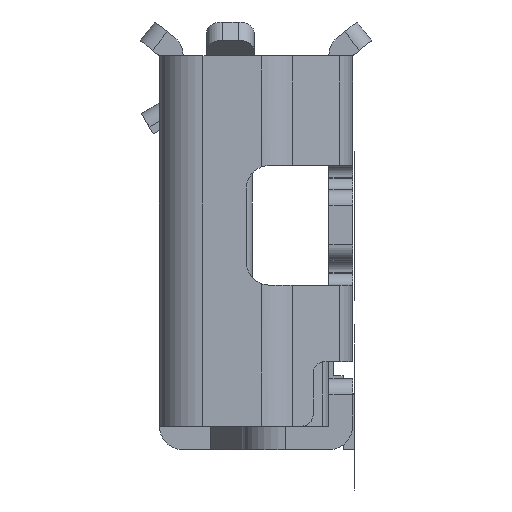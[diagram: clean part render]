
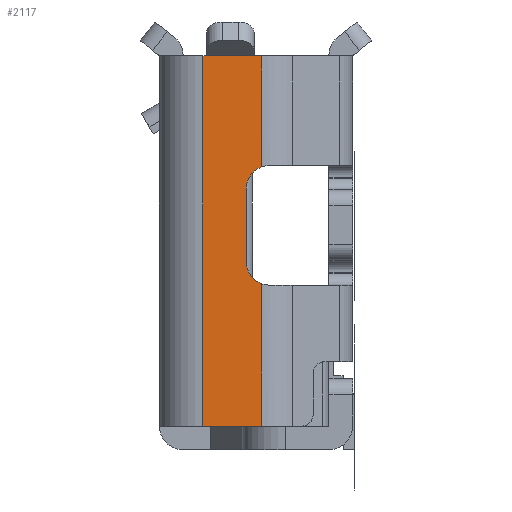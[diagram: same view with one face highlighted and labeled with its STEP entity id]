
A CAD part, left-side view. The second image highlights one B-rep face of the part: STEP entity #2117.
In plain terms, the highlighted planar face has unit normal (-1, 0, 0).
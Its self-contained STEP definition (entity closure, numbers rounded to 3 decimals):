
#6 = LINE ( 'NONE', #3213, #7680 ) ;
#18 = ORIENTED_EDGE ( 'NONE', *, *, #3689, .T. ) ;
#92 = DIRECTION ( 'NONE',  ( 1., 0., 0. ) ) ;
#226 = LINE ( 'NONE', #5874, #8590 ) ;
#351 = VERTEX_POINT ( 'NONE', #9496 ) ;
#362 = AXIS2_PLACEMENT_3D ( 'NONE', #6611, #92, #7715 ) ;
#1019 = LINE ( 'NONE', #2632, #6483 ) ;
#1365 = LINE ( 'NONE', #5040, #9723 ) ;
#1497 = VECTOR ( 'NONE', #5388, 1000. ) ;
#1507 = DIRECTION ( 'NONE',  ( 0., 1., 0. ) ) ;
#1575 = DIRECTION ( 'NONE',  ( 0., 0., 1. ) ) ;
#1611 = DIRECTION ( 'NONE',  ( 0., 1., 0. ) ) ;
#1645 = EDGE_CURVE ( 'NONE', #4498, #8006, #226, .T. ) ;
#1794 = ORIENTED_EDGE ( 'NONE', *, *, #6287, .F. ) ;
#2104 = CARTESIAN_POINT ( 'NONE',  ( -3.75, 0.675, -2.35 ) ) ;
#2117 = ADVANCED_FACE ( 'NONE', ( #8928 ), #5645, .T. ) ;
#2424 = VERTEX_POINT ( 'NONE', #6244 ) ;
#2632 = CARTESIAN_POINT ( 'NONE',  ( -3.75, 0.125, -2.35 ) ) ;
#2696 = CARTESIAN_POINT ( 'NONE',  ( -3.75, 0.675, 2.35 ) ) ;
#3213 = CARTESIAN_POINT ( 'NONE',  ( -3.75, -0.071, -2.35 ) ) ;
#3244 = ORIENTED_EDGE ( 'NONE', *, *, #12183, .T. ) ;
#3327 = EDGE_CURVE ( 'NONE', #8006, #5288, #6989, .T. ) ;
#3498 = DIRECTION ( 'NONE',  ( 0., 0., 1. ) ) ;
#3689 = EDGE_CURVE ( 'NONE', #351, #2424, #7660, .T. ) ;
#4083 = ORIENTED_EDGE ( 'NONE', *, *, #1645, .T. ) ;
#4303 = CARTESIAN_POINT ( 'NONE',  ( -3.75, 0., 2.35 ) ) ;
#4498 = VERTEX_POINT ( 'NONE', #13574 ) ;
#4707 = ORIENTED_EDGE ( 'NONE', *, *, #9587, .T. ) ;
#5040 = CARTESIAN_POINT ( 'NONE',  ( -3.75, -0.071, -2.35 ) ) ;
#5265 = VERTEX_POINT ( 'NONE', #12159 ) ;
#5288 = VERTEX_POINT ( 'NONE', #8892 ) ;
#5346 = ORIENTED_EDGE ( 'NONE', *, *, #3327, .T. ) ;
#5388 = DIRECTION ( 'NONE',  ( 0., -1., 0. ) ) ;
#5534 = ORIENTED_EDGE ( 'NONE', *, *, #13170, .T. ) ;
#5547 = DIRECTION ( 'NONE',  ( 1., 0., 0. ) ) ;
#5609 = DIRECTION ( 'NONE',  ( 0., -1., 0. ) ) ;
#5645 = PLANE ( 'NONE',  #6873 ) ;
#5874 = CARTESIAN_POINT ( 'NONE',  ( -3.75, 0.675, 2.35 ) ) ;
#6244 = CARTESIAN_POINT ( 'NONE',  ( -3.75, -0.071, -2.35 ) ) ;
#6256 = CARTESIAN_POINT ( 'NONE',  ( -3.75, 0.025, 2.35 ) ) ;
#6287 = EDGE_CURVE ( 'NONE', #10474, #5288, #10213, .T. ) ;
#6308 = CARTESIAN_POINT ( 'NONE',  ( -3.75, 0.675, 2.35 ) ) ;
#6483 = VECTOR ( 'NONE', #1575, 1000. ) ;
#6530 = DIRECTION ( 'NONE',  ( 0., 0., 1. ) ) ;
#6611 = CARTESIAN_POINT ( 'NONE',  ( -3.75, -0.175, 0.66 ) ) ;
#6749 = CARTESIAN_POINT ( 'NONE',  ( -3.75, 0.675, -2.35 ) ) ;
#6873 = AXIS2_PLACEMENT_3D ( 'NONE', #6749, #10041, #3498 ) ;
#6933 = CARTESIAN_POINT ( 'NONE',  ( -3.75, 0.125, -0.26 ) ) ;
#6989 = LINE ( 'NONE', #2696, #12479 ) ;
#7522 = EDGE_LOOP ( 'NONE', ( #4707, #5534, #4083, #5346, #1794, #11629, #18, #13816, #3244, #10619 ) ) ;
#7586 = CIRCLE ( 'NONE', #10016, 0.3 ) ;
#7660 = LINE ( 'NONE', #12156, #10931 ) ;
#7680 = VECTOR ( 'NONE', #6530, 1000. ) ;
#7715 = DIRECTION ( 'NONE',  ( 0., 0., -1. ) ) ;
#8006 = VERTEX_POINT ( 'NONE', #6256 ) ;
#8185 = VERTEX_POINT ( 'NONE', #9845 ) ;
#8255 = VERTEX_POINT ( 'NONE', #10008 ) ;
#8402 = VERTEX_POINT ( 'NONE', #6933 ) ;
#8590 = VECTOR ( 'NONE', #1507, 1000. ) ;
#8892 = CARTESIAN_POINT ( 'NONE',  ( -3.75, 0.625, 2.35 ) ) ;
#8928 = FACE_OUTER_BOUND ( 'NONE', #7522, .T. ) ;
#9183 = EDGE_CURVE ( 'NONE', #8402, #8255, #1019, .T. ) ;
#9496 = CARTESIAN_POINT ( 'NONE',  ( -3.75, 0.675, -2.35 ) ) ;
#9587 = EDGE_CURVE ( 'NONE', #8255, #5265, #13172, .T. ) ;
#9723 = VECTOR ( 'NONE', #12697, 1000. ) ;
#9845 = CARTESIAN_POINT ( 'NONE',  ( -3.75, -0.071, -0.542 ) ) ;
#10008 = CARTESIAN_POINT ( 'NONE',  ( -3.75, 0.125, 0.66 ) ) ;
#10016 = AXIS2_PLACEMENT_3D ( 'NONE', #12087, #5547, #13178 ) ;
#10041 = DIRECTION ( 'NONE',  ( -1., 0., 0. ) ) ;
#10213 = LINE ( 'NONE', #4303, #1497 ) ;
#10474 = VERTEX_POINT ( 'NONE', #6308 ) ;
#10503 = VECTOR ( 'NONE', #11929, 1000. ) ;
#10619 = ORIENTED_EDGE ( 'NONE', *, *, #9183, .T. ) ;
#10931 = VECTOR ( 'NONE', #5609, 1000. ) ;
#11629 = ORIENTED_EDGE ( 'NONE', *, *, #12107, .F. ) ;
#11929 = DIRECTION ( 'NONE',  ( 0., 0., 1. ) ) ;
#12087 = CARTESIAN_POINT ( 'NONE',  ( -3.75, -0.175, -0.26 ) ) ;
#12107 = EDGE_CURVE ( 'NONE', #351, #10474, #13406, .T. ) ;
#12156 = CARTESIAN_POINT ( 'NONE',  ( -3.75, 0., -2.35 ) ) ;
#12159 = CARTESIAN_POINT ( 'NONE',  ( -3.75, -0.071, 0.942 ) ) ;
#12183 = EDGE_CURVE ( 'NONE', #8185, #8402, #7586, .T. ) ;
#12479 = VECTOR ( 'NONE', #1611, 1000. ) ;
#12697 = DIRECTION ( 'NONE',  ( 0., 0., 1. ) ) ;
#13170 = EDGE_CURVE ( 'NONE', #5265, #4498, #6, .T. ) ;
#13172 = CIRCLE ( 'NONE', #362, 0.3 ) ;
#13178 = DIRECTION ( 'NONE',  ( 0., 0., 1. ) ) ;
#13406 = LINE ( 'NONE', #2104, #10503 ) ;
#13420 = EDGE_CURVE ( 'NONE', #2424, #8185, #1365, .T. ) ;
#13574 = CARTESIAN_POINT ( 'NONE',  ( -3.75, -0.071, 2.35 ) ) ;
#13816 = ORIENTED_EDGE ( 'NONE', *, *, #13420, .T. ) ;
